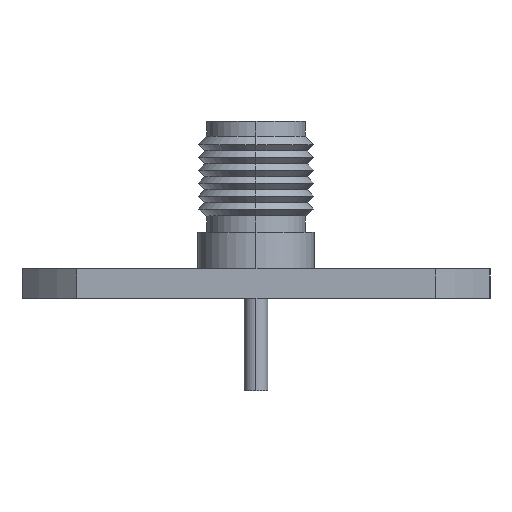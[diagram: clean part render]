
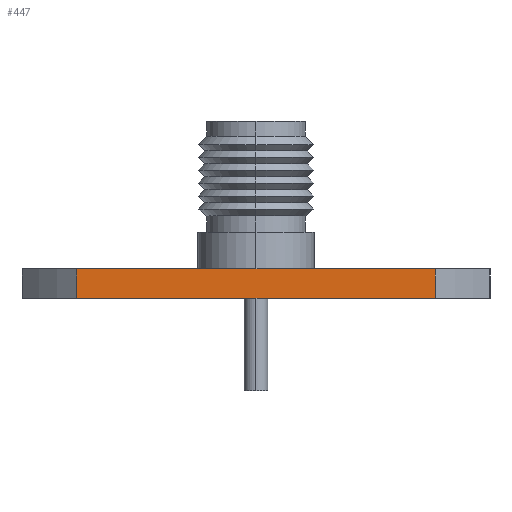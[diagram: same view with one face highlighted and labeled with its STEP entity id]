
A CAD part, left-side view. The second image highlights one B-rep face of the part: STEP entity #447.
In plain terms, the highlighted planar face has unit normal (-1, 0, 0).
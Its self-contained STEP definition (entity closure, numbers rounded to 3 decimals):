
#3 = CARTESIAN_POINT ( 'NONE',  ( -12.7, 9.732, -1.6 ) ) ;
#44 = CARTESIAN_POINT ( 'NONE',  ( -12.7, 9.732, -1.6 ) ) ;
#68 = DIRECTION ( 'NONE',  ( 0., -1., 0. ) ) ;
#75 = AXIS2_PLACEMENT_3D ( 'NONE', #714, #1385, #431 ) ;
#80 = VECTOR ( 'NONE', #361, 1000. ) ;
#101 = LINE ( 'NONE', #3, #1509 ) ;
#166 = CARTESIAN_POINT ( 'NONE',  ( -12.7, -9.732, -1.6 ) ) ;
#210 = CARTESIAN_POINT ( 'NONE',  ( -12.7, 9.732, 0. ) ) ;
#243 = EDGE_CURVE ( 'NONE', #971, #402, #1024, .T. ) ;
#294 = EDGE_CURVE ( 'NONE', #402, #1663, #1129, .T. ) ;
#361 = DIRECTION ( 'NONE',  ( 0., 0., 1. ) ) ;
#402 = VERTEX_POINT ( 'NONE', #717 ) ;
#431 = DIRECTION ( 'NONE',  ( 0., 0., 1. ) ) ;
#447 = ADVANCED_FACE ( 'NONE', ( #1228 ), #708, .T. ) ;
#468 = EDGE_CURVE ( 'NONE', #971, #1744, #101, .T. ) ;
#484 = CARTESIAN_POINT ( 'NONE',  ( -12.7, 9.732, -1.6 ) ) ;
#535 = ORIENTED_EDGE ( 'NONE', *, *, #468, .T. ) ;
#708 = PLANE ( 'NONE',  #75 ) ;
#714 = CARTESIAN_POINT ( 'NONE',  ( -12.7, 9.732, -1.6 ) ) ;
#717 = CARTESIAN_POINT ( 'NONE',  ( -12.7, 9.732, 0. ) ) ;
#740 = EDGE_CURVE ( 'NONE', #1744, #1663, #1442, .T. ) ;
#913 = CARTESIAN_POINT ( 'NONE',  ( -12.7, -9.732, -1.6 ) ) ;
#959 = DIRECTION ( 'NONE',  ( 0., -1., 0. ) ) ;
#968 = EDGE_LOOP ( 'NONE', ( #1595, #1334, #535, #1323 ) ) ;
#971 = VERTEX_POINT ( 'NONE', #44 ) ;
#1024 = LINE ( 'NONE', #484, #80 ) ;
#1054 = DIRECTION ( 'NONE',  ( 0., 0., 1. ) ) ;
#1129 = LINE ( 'NONE', #210, #1443 ) ;
#1228 = FACE_OUTER_BOUND ( 'NONE', #968, .T. ) ;
#1250 = CARTESIAN_POINT ( 'NONE',  ( -12.7, -9.732, 0. ) ) ;
#1323 = ORIENTED_EDGE ( 'NONE', *, *, #740, .T. ) ;
#1334 = ORIENTED_EDGE ( 'NONE', *, *, #243, .F. ) ;
#1385 = DIRECTION ( 'NONE',  ( -1., 0., 0. ) ) ;
#1442 = LINE ( 'NONE', #913, #1758 ) ;
#1443 = VECTOR ( 'NONE', #68, 1000. ) ;
#1509 = VECTOR ( 'NONE', #959, 1000. ) ;
#1595 = ORIENTED_EDGE ( 'NONE', *, *, #294, .F. ) ;
#1663 = VERTEX_POINT ( 'NONE', #1250 ) ;
#1744 = VERTEX_POINT ( 'NONE', #166 ) ;
#1758 = VECTOR ( 'NONE', #1054, 1000. ) ;
